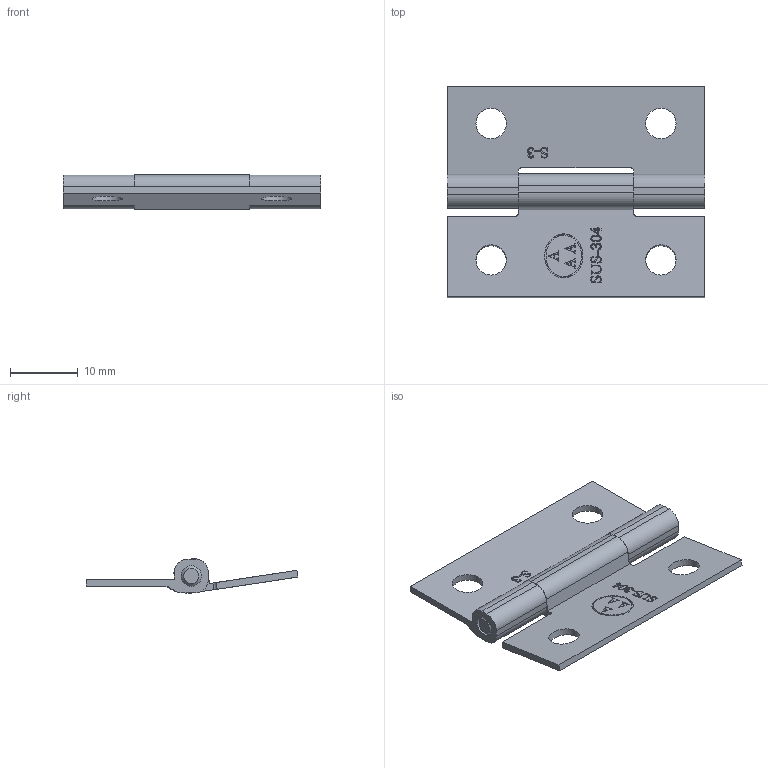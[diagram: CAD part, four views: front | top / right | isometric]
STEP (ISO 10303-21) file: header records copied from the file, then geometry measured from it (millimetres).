
FILE_DESCRIPTION(/* description */ (''),/* implementation_level */ '2;1');
FILE_NAME(/* name */ 'DOBRADIÇA SUS-304.stp',/* time_stamp */ '2016-05-04T16:16:13-04:00',/* author */ ('rafael_freitas'),/* organization */ (''),/* preprocessor_version */ 'ST-DEVELOPER v16.1',/* originating_system */ 'Autodesk Inventor 2016',/* authorisation */ '');
FILE_SCHEMA (('AUTOMOTIVE_DESIGN { 1 0 10303 214 3 1 1 }'));
Length unit declared in the file: millimetre
Products named in the file (4): ABA 01; ABA 02; PINO SUS-304; DOBRADIÇA SUS-304
Assembly tree (3 placements, depth 2):
  DOBRADIÇA SUS-304
    ABA 01
    ABA 02
    PINO SUS-304
Bounding box: 38 x 31.2 x 5.14 mm (x, y, z)
Volume: 1741.6 mm3; surface area: 3453.5 mm2
Topology: 3 solids, 3 shells, 337 faces, 936 edges, 625 vertices
Faces by surface type: bspline 214, plane 96, cylinder 25, cone 2
Full cylindrical faces by diameter (mm): 3 x4, 4.5 x4
Entity records: 11758 total; most frequent: CARTESIAN_POINT 4524, ORIENTED_EDGE 1842, EDGE_CURVE 921, DIRECTION 801, VERTEX_POINT 620, LINE 439, VECTOR 439, B_SPLINE_CURVE_WITH_KNOTS 431
